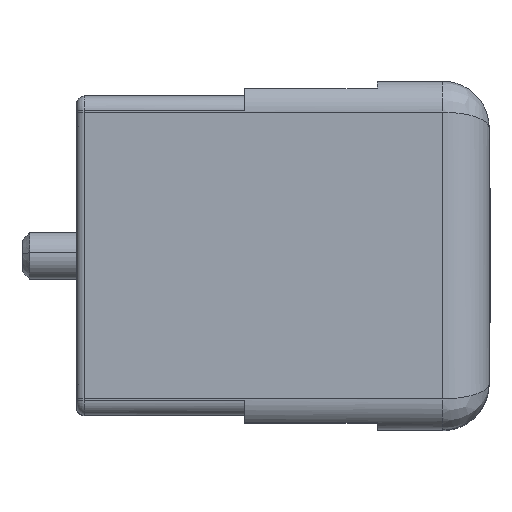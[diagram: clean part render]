
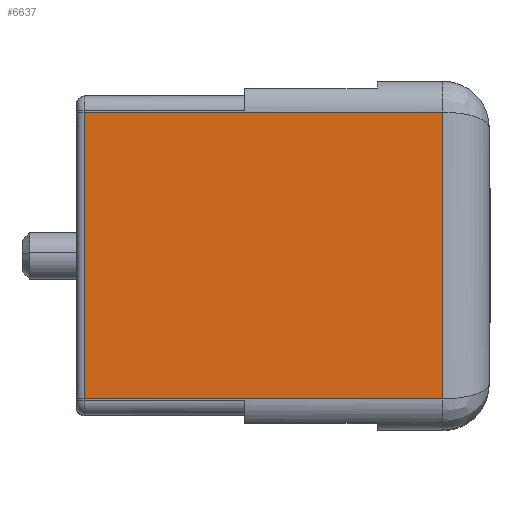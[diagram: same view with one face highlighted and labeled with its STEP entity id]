
A CAD part, top view. The second image highlights one B-rep face of the part: STEP entity #6637.
In plain terms, the highlighted planar face has unit normal (0, 0, 1).
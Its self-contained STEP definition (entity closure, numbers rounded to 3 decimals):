
#6610=AXIS2_PLACEMENT_3D('Plane Axis2P3D',#6607,#6608,#6609) ;
#5378=CARTESIAN_POINT('Vertex',(27.,2.,241.313)) ;
#5403=CARTESIAN_POINT('Vertex',(27.,20.4,241.313)) ;
#5406=CARTESIAN_POINT('Line Origine',(27.,0.95,241.313)) ;
#6607=CARTESIAN_POINT('Axis2P3D Location',(14.3,0.95,241.313)) ;
#6612=CARTESIAN_POINT('Line Origine',(15.5,2.,241.313)) ;
#6616=CARTESIAN_POINT('Vertex',(4.,2.,241.313)) ;
#6619=CARTESIAN_POINT('Line Origine',(15.5,20.4,241.313)) ;
#6623=CARTESIAN_POINT('Vertex',(4.,20.4,241.313)) ;
#6626=CARTESIAN_POINT('Line Origine',(4.,11.2,241.313)) ;
#5407=DIRECTION('Vector Direction',(0.,-1.,0.)) ;
#6608=DIRECTION('Axis2P3D Direction',(0.,0.,1.)) ;
#6609=DIRECTION('Axis2P3D XDirection',(0.,1.,0.)) ;
#6613=DIRECTION('Vector Direction',(-1.,0.,0.)) ;
#6620=DIRECTION('Vector Direction',(-1.,0.,0.)) ;
#6627=DIRECTION('Vector Direction',(0.,1.,0.)) ;
#5408=VECTOR('Line Direction',#5407,1.) ;
#6614=VECTOR('Line Direction',#6613,1.) ;
#6621=VECTOR('Line Direction',#6620,1.) ;
#6628=VECTOR('Line Direction',#6627,1.) ;
#6632=ORIENTED_EDGE('',*,*,#6618,.T.) ;
#6633=ORIENTED_EDGE('',*,*,#5410,.F.) ;
#6634=ORIENTED_EDGE('',*,*,#6625,.T.) ;
#6635=ORIENTED_EDGE('',*,*,#6630,.T.) ;
#6637=ADVANCED_FACE('Hauptkoerper',(#6636),#6611,.T.) ;
#5410=EDGE_CURVE('',#5404,#5379,#5409,.T.) ;
#6618=EDGE_CURVE('',#6617,#5379,#6615,.F.) ;
#6625=EDGE_CURVE('',#5404,#6624,#6622,.T.) ;
#6630=EDGE_CURVE('',#6624,#6617,#6629,.F.) ;
#6631=EDGE_LOOP('',(#6632,#6633,#6634,#6635)) ;
#6636=FACE_OUTER_BOUND('',#6631,.T.) ;
#5409=LINE('Line',#5406,#5408) ;
#6615=LINE('Line',#6612,#6614) ;
#6622=LINE('Line',#6619,#6621) ;
#6629=LINE('Line',#6626,#6628) ;
#6611=PLANE('',#6610) ;
#5379=VERTEX_POINT('',#5378) ;
#5404=VERTEX_POINT('',#5403) ;
#6617=VERTEX_POINT('',#6616) ;
#6624=VERTEX_POINT('',#6623) ;
